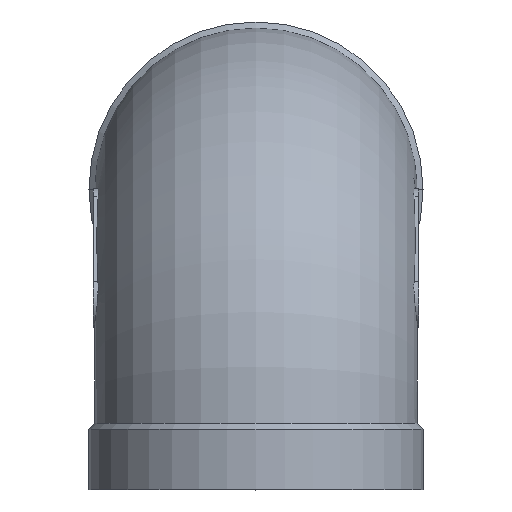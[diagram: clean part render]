
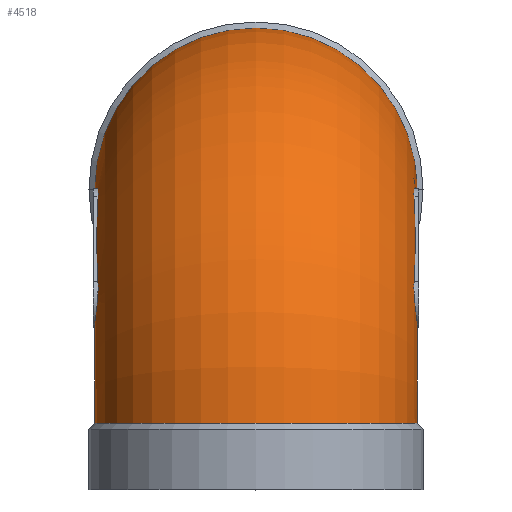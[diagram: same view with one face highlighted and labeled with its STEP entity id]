
A CAD part, top view. The second image highlights one B-rep face of the part: STEP entity #4518.
In plain terms, the highlighted toroidal (fillet/blend) face has major radius 39 mm and minor radius 26.75 mm.
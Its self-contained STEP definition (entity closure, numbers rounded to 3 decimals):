
#4303=CARTESIAN_POINT('Vertex',(-26.75,-39.,50.)) ;
#4347=CARTESIAN_POINT('Vertex',(26.75,-39.,50.)) ;
#4372=CARTESIAN_POINT('Axis2P3D Location',(0.,-39.,50.)) ;
#4384=CARTESIAN_POINT('Axis2P3D Location',(0.,-39.,11.)) ;
#4389=CARTESIAN_POINT('Axis2P3D Location',(26.75,-39.,11.)) ;
#4393=CARTESIAN_POINT('Vertex',(26.75,0.,11.)) ;
#4395=CARTESIAN_POINT('Vertex',(26.75,-3.27,26.632)) ;
#4398=CARTESIAN_POINT('Axis2P3D Location',(0.,0.,11.)) ;
#4402=CARTESIAN_POINT('Vertex',(-26.75,0.,11.)) ;
#4405=CARTESIAN_POINT('Axis2P3D Location',(-26.75,-39.,11.)) ;
#4409=CARTESIAN_POINT('Vertex',(-26.75,-3.27,26.632)) ;
#4413=CARTESIAN_POINT('Control Point',(-26.22,-1.243,34.163)) ;
#4414=CARTESIAN_POINT('Control Point',(-26.193,-0.829,33.749)) ;
#4415=CARTESIAN_POINT('Control Point',(-26.181,-0.478,33.264)) ;
#4416=CARTESIAN_POINT('Control Point',(-26.189,-0.212,32.724)) ;
#4417=CARTESIAN_POINT('Control Point',(-26.24,0.124,31.6)) ;
#4418=CARTESIAN_POINT('Control Point',(-26.342,0.097,30.457)) ;
#4419=CARTESIAN_POINT('Control Point',(-26.4,-0.003,29.909)) ;
#4420=CARTESIAN_POINT('Control Point',(-26.544,-0.432,28.658)) ;
#4421=CARTESIAN_POINT('Control Point',(-26.67,-1.261,27.649)) ;
#4422=CARTESIAN_POINT('Control Point',(-26.724,-1.861,27.167)) ;
#4423=CARTESIAN_POINT('Control Point',(-26.75,-2.546,26.824)) ;
#4424=CARTESIAN_POINT('Control Point',(-26.75,-3.27,26.632)) ;
#4425=CARTESIAN_POINT('Vertex',(-26.22,-1.243,34.163)) ;
#4429=CARTESIAN_POINT('Control Point',(-26.22,-1.243,34.163)) ;
#4430=CARTESIAN_POINT('Control Point',(-26.457,-4.803,37.724)) ;
#4431=CARTESIAN_POINT('Control Point',(-26.472,-8.317,41.238)) ;
#4432=CARTESIAN_POINT('Control Point',(-26.466,-11.828,44.748)) ;
#4433=CARTESIAN_POINT('Control Point',(-26.249,-15.385,48.305)) ;
#4434=CARTESIAN_POINT('Vertex',(-26.249,-15.385,48.305)) ;
#4438=CARTESIAN_POINT('Control Point',(-26.249,-15.385,48.305)) ;
#4439=CARTESIAN_POINT('Control Point',(-26.225,-15.788,48.709)) ;
#4440=CARTESIAN_POINT('Control Point',(-26.215,-16.259,49.052)) ;
#4441=CARTESIAN_POINT('Control Point',(-26.223,-16.783,49.315)) ;
#4442=CARTESIAN_POINT('Control Point',(-26.279,-18.026,49.705)) ;
#4443=CARTESIAN_POINT('Control Point',(-26.395,-19.304,49.645)) ;
#4444=CARTESIAN_POINT('Control Point',(-26.47,-19.984,49.475)) ;
#4445=CARTESIAN_POINT('Control Point',(-26.604,-21.152,48.939)) ;
#4446=CARTESIAN_POINT('Control Point',(-26.702,-22.054,48.057)) ;
#4447=CARTESIAN_POINT('Control Point',(-26.734,-22.405,47.58)) ;
#4448=CARTESIAN_POINT('Control Point',(-26.75,-22.673,47.054)) ;
#4449=CARTESIAN_POINT('Control Point',(-26.75,-22.851,46.499)) ;
#4450=CARTESIAN_POINT('Vertex',(-26.75,-22.851,46.499)) ;
#4453=CARTESIAN_POINT('Axis2P3D Location',(-26.75,-39.,11.)) ;
#4458=CARTESIAN_POINT('Axis2P3D Location',(26.75,-39.,11.)) ;
#4462=CARTESIAN_POINT('Vertex',(26.75,-22.851,46.499)) ;
#4466=CARTESIAN_POINT('Control Point',(26.249,-15.385,48.305)) ;
#4467=CARTESIAN_POINT('Control Point',(26.218,-15.897,48.817)) ;
#4468=CARTESIAN_POINT('Control Point',(26.211,-16.516,49.231)) ;
#4469=CARTESIAN_POINT('Control Point',(26.234,-17.215,49.508)) ;
#4470=CARTESIAN_POINT('Control Point',(26.311,-18.395,49.716)) ;
#4471=CARTESIAN_POINT('Control Point',(26.424,-19.543,49.55)) ;
#4472=CARTESIAN_POINT('Control Point',(26.47,-19.973,49.432)) ;
#4473=CARTESIAN_POINT('Control Point',(26.587,-21.018,49.002)) ;
#4474=CARTESIAN_POINT('Control Point',(26.685,-21.882,48.278)) ;
#4475=CARTESIAN_POINT('Control Point',(26.729,-22.318,47.745)) ;
#4476=CARTESIAN_POINT('Control Point',(26.75,-22.645,47.142)) ;
#4477=CARTESIAN_POINT('Control Point',(26.75,-22.851,46.499)) ;
#4478=CARTESIAN_POINT('Vertex',(26.249,-15.385,48.305)) ;
#4482=CARTESIAN_POINT('Control Point',(26.22,-1.243,34.163)) ;
#4483=CARTESIAN_POINT('Control Point',(26.457,-4.796,37.716)) ;
#4484=CARTESIAN_POINT('Control Point',(26.473,-8.316,41.237)) ;
#4485=CARTESIAN_POINT('Control Point',(26.465,-11.834,44.754)) ;
#4486=CARTESIAN_POINT('Control Point',(26.249,-15.385,48.305)) ;
#4487=CARTESIAN_POINT('Vertex',(26.22,-1.243,34.163)) ;
#4491=CARTESIAN_POINT('Control Point',(26.22,-1.243,34.163)) ;
#4492=CARTESIAN_POINT('Control Point',(26.186,-0.731,33.652)) ;
#4493=CARTESIAN_POINT('Control Point',(26.176,-0.318,33.033)) ;
#4494=CARTESIAN_POINT('Control Point',(26.198,-0.04,32.335)) ;
#4495=CARTESIAN_POINT('Control Point',(26.275,0.168,31.155)) ;
#4496=CARTESIAN_POINT('Control Point',(26.39,0.003,30.009)) ;
#4497=CARTESIAN_POINT('Control Point',(26.438,-0.115,29.579)) ;
#4498=CARTESIAN_POINT('Control Point',(26.565,-0.561,28.489)) ;
#4499=CARTESIAN_POINT('Control Point',(26.676,-1.327,27.597)) ;
#4500=CARTESIAN_POINT('Control Point',(26.726,-1.911,27.142)) ;
#4501=CARTESIAN_POINT('Control Point',(26.75,-2.572,26.817)) ;
#4502=CARTESIAN_POINT('Control Point',(26.75,-3.27,26.632)) ;
#4373=DIRECTION('Axis2P3D Direction',(0.,-1.,0.)) ;
#4385=DIRECTION('Axis2P3D Direction',(1.,0.,0.)) ;
#4386=DIRECTION('Axis2P3D XDirection',(0.,1.,0.)) ;
#4390=DIRECTION('Axis2P3D Direction',(1.,0.,0.)) ;
#4399=DIRECTION('Axis2P3D Direction',(0.,0.,-1.)) ;
#4406=DIRECTION('Axis2P3D Direction',(1.,0.,0.)) ;
#4454=DIRECTION('Axis2P3D Direction',(1.,0.,0.)) ;
#4459=DIRECTION('Axis2P3D Direction',(1.,0.,0.)) ;
#4374=AXIS2_PLACEMENT_3D('Circle Axis2P3D',#4372,#4373,$) ;
#4387=AXIS2_PLACEMENT_3D('Torus Axis2P3D',#4384,#4385,#4386) ;
#4391=AXIS2_PLACEMENT_3D('Circle Axis2P3D',#4389,#4390,$) ;
#4400=AXIS2_PLACEMENT_3D('Circle Axis2P3D',#4398,#4399,$) ;
#4407=AXIS2_PLACEMENT_3D('Circle Axis2P3D',#4405,#4406,$) ;
#4455=AXIS2_PLACEMENT_3D('Circle Axis2P3D',#4453,#4454,$) ;
#4460=AXIS2_PLACEMENT_3D('Circle Axis2P3D',#4458,#4459,$) ;
#4505=ORIENTED_EDGE('',*,*,#4397,.F.) ;
#4506=ORIENTED_EDGE('',*,*,#4404,.F.) ;
#4507=ORIENTED_EDGE('',*,*,#4411,.T.) ;
#4508=ORIENTED_EDGE('',*,*,#4427,.F.) ;
#4509=ORIENTED_EDGE('',*,*,#4436,.T.) ;
#4510=ORIENTED_EDGE('',*,*,#4452,.T.) ;
#4511=ORIENTED_EDGE('',*,*,#4457,.T.) ;
#4512=ORIENTED_EDGE('',*,*,#4376,.F.) ;
#4513=ORIENTED_EDGE('',*,*,#4464,.F.) ;
#4514=ORIENTED_EDGE('',*,*,#4480,.F.) ;
#4515=ORIENTED_EDGE('',*,*,#4489,.F.) ;
#4516=ORIENTED_EDGE('',*,*,#4503,.T.) ;
#4518=ADVANCED_FACE('Corps principal',(#4517),#4388,.T.) ;
#4412=B_SPLINE_CURVE_WITH_KNOTS('',5,(#4413,#4414,#4415,#4416,#4417,#4418,#4419,#4420,#4421,#4422,#4423,#4424),.UNSPECIFIED.,.F.,.U.,(6,3,3,6),(0.,4.703,9.271,15.758),.UNSPECIFIED.) ;
#4428=B_SPLINE_CURVE_WITH_KNOTS('',4,(#4429,#4430,#4431,#4432,#4433),.UNSPECIFIED.,.F.,.U.,(5,5),(0.,32.362),.UNSPECIFIED.) ;
#4437=B_SPLINE_CURVE_WITH_KNOTS('',5,(#4438,#4439,#4440,#4441,#4442,#4443,#4444,#4445,#4446,#4447,#4448,#4449),.UNSPECIFIED.,.F.,.U.,(6,3,3,6),(0.,4.59,10.335,15.378),.UNSPECIFIED.) ;
#4465=B_SPLINE_CURVE_WITH_KNOTS('',5,(#4466,#4467,#4468,#4469,#4470,#4471,#4472,#4473,#4474,#4475,#4476,#4477),.UNSPECIFIED.,.F.,.U.,(6,3,3,6),(0.,4.852,7.914,12.683),.UNSPECIFIED.) ;
#4481=B_SPLINE_CURVE_WITH_KNOTS('',4,(#4482,#4483,#4484,#4485,#4486),.UNSPECIFIED.,.F.,.U.,(5,5),(0.,26.908),.UNSPECIFIED.) ;
#4490=B_SPLINE_CURVE_WITH_KNOTS('',5,(#4491,#4492,#4493,#4494,#4495,#4496,#4497,#4498,#4499,#4500,#4501,#4502),.UNSPECIFIED.,.F.,.U.,(6,3,3,6),(0.,4.839,7.891,12.997),.UNSPECIFIED.) ;
#4375=CIRCLE('generated circle',#4374,26.75) ;
#4392=CIRCLE('generated circle',#4391,39.) ;
#4401=CIRCLE('generated circle',#4400,26.75) ;
#4408=CIRCLE('generated circle',#4407,39.) ;
#4456=CIRCLE('generated circle',#4455,39.) ;
#4461=CIRCLE('generated circle',#4460,39.) ;
#4388=TOROIDAL_SURFACE('homeo Torus',#4387,39.,26.75) ;
#4376=EDGE_CURVE('',#4348,#4304,#4375,.T.) ;
#4397=EDGE_CURVE('',#4394,#4396,#4392,.T.) ;
#4404=EDGE_CURVE('',#4403,#4394,#4401,.T.) ;
#4411=EDGE_CURVE('',#4403,#4410,#4408,.T.) ;
#4427=EDGE_CURVE('',#4426,#4410,#4412,.T.) ;
#4436=EDGE_CURVE('',#4426,#4435,#4428,.T.) ;
#4452=EDGE_CURVE('',#4435,#4451,#4437,.T.) ;
#4457=EDGE_CURVE('',#4451,#4304,#4456,.T.) ;
#4464=EDGE_CURVE('',#4463,#4348,#4461,.T.) ;
#4480=EDGE_CURVE('',#4479,#4463,#4465,.T.) ;
#4489=EDGE_CURVE('',#4488,#4479,#4481,.T.) ;
#4503=EDGE_CURVE('',#4488,#4396,#4490,.T.) ;
#4504=EDGE_LOOP('',(#4505,#4506,#4507,#4508,#4509,#4510,#4511,#4512,#4513,#4514,#4515,#4516)) ;
#4517=FACE_OUTER_BOUND('',#4504,.T.) ;
#4304=VERTEX_POINT('',#4303) ;
#4348=VERTEX_POINT('',#4347) ;
#4394=VERTEX_POINT('',#4393) ;
#4396=VERTEX_POINT('',#4395) ;
#4403=VERTEX_POINT('',#4402) ;
#4410=VERTEX_POINT('',#4409) ;
#4426=VERTEX_POINT('',#4425) ;
#4435=VERTEX_POINT('',#4434) ;
#4451=VERTEX_POINT('',#4450) ;
#4463=VERTEX_POINT('',#4462) ;
#4479=VERTEX_POINT('',#4478) ;
#4488=VERTEX_POINT('',#4487) ;
